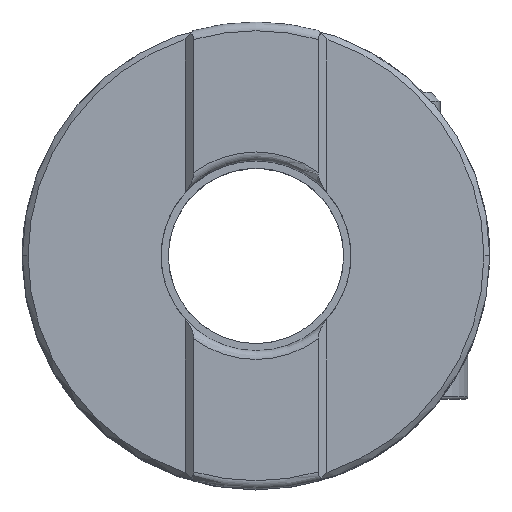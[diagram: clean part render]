
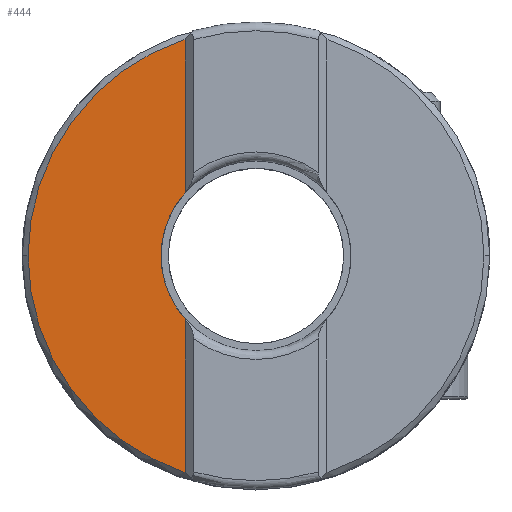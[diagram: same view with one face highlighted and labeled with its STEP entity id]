
A CAD part, top view. The second image highlights one B-rep face of the part: STEP entity #444.
In plain terms, the highlighted planar face has unit normal (0, 0, 1).
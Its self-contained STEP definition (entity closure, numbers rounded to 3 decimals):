
#62 = EDGE_LOOP ( 'NONE', ( #1217, #1945, #1035, #2876, #2798, #3092 ) ) ;
#166 = CIRCLE ( 'NONE', #855, 3.25 ) ;
#218 = EDGE_CURVE ( 'NONE', #2601, #2617, #2382, .T. ) ;
#264 = LINE ( 'NONE', #513, #3210 ) ;
#303 = EDGE_CURVE ( 'NONE', #1620, #2601, #166, .T. ) ;
#337 = DIRECTION ( 'NONE',  ( 0., 0., -1. ) ) ;
#359 = LINE ( 'NONE', #2378, #1439 ) ;
#444 = ADVANCED_FACE ( 'NONE', ( #1893 ), #918, .T. ) ;
#501 = EDGE_CURVE ( 'NONE', #1597, #2341, #1649, .T. ) ;
#513 = CARTESIAN_POINT ( 'NONE',  ( -2.43, 7.622, 7.7 ) ) ;
#530 = CARTESIAN_POINT ( 'NONE',  ( -2.43, 2.158, 7.7 ) ) ;
#546 = DIRECTION ( 'NONE',  ( 0., 0., 1. ) ) ;
#549 = EDGE_CURVE ( 'NONE', #1620, #1498, #359, .T. ) ;
#638 = DIRECTION ( 'NONE',  ( 1., 0., 0. ) ) ;
#791 = DIRECTION ( 'NONE',  ( 1., 0., 0. ) ) ;
#826 = CARTESIAN_POINT ( 'NONE',  ( 0., 0., 7.7 ) ) ;
#855 = AXIS2_PLACEMENT_3D ( 'NONE', #3266, #2019, #2552 ) ;
#861 = DIRECTION ( 'NONE',  ( 0., 0., -1. ) ) ;
#918 = PLANE ( 'NONE',  #3009 ) ;
#958 = CARTESIAN_POINT ( 'NONE',  ( -3.25, 0., 7.7 ) ) ;
#1035 = ORIENTED_EDGE ( 'NONE', *, *, #2262, .F. ) ;
#1042 = CARTESIAN_POINT ( 'NONE',  ( -7.8, 0., 7.7 ) ) ;
#1167 = AXIS2_PLACEMENT_3D ( 'NONE', #2805, #546, #791 ) ;
#1217 = ORIENTED_EDGE ( 'NONE', *, *, #303, .F. ) ;
#1303 = DIRECTION ( 'NONE',  ( 0., 1., 0. ) ) ;
#1439 = VECTOR ( 'NONE', #1303, 1000. ) ;
#1498 = VERTEX_POINT ( 'NONE', #3087 ) ;
#1597 = VERTEX_POINT ( 'NONE', #2566 ) ;
#1620 = VERTEX_POINT ( 'NONE', #530 ) ;
#1649 = CIRCLE ( 'NONE', #1910, 7.8 ) ;
#1829 = DIRECTION ( 'NONE',  ( 1., 0., 0. ) ) ;
#1893 = FACE_OUTER_BOUND ( 'NONE', #62, .T. ) ;
#1900 = CARTESIAN_POINT ( 'NONE',  ( -2.43, -2.158, 7.7 ) ) ;
#1910 = AXIS2_PLACEMENT_3D ( 'NONE', #826, #861, #1829 ) ;
#1945 = ORIENTED_EDGE ( 'NONE', *, *, #549, .T. ) ;
#2019 = DIRECTION ( 'NONE',  ( 0., 0., 1. ) ) ;
#2262 = EDGE_CURVE ( 'NONE', #2341, #1498, #2650, .T. ) ;
#2300 = DIRECTION ( 'NONE',  ( 0., 1., 0. ) ) ;
#2340 = DIRECTION ( 'NONE',  ( 1., 0., 0. ) ) ;
#2341 = VERTEX_POINT ( 'NONE', #1042 ) ;
#2354 = CARTESIAN_POINT ( 'NONE',  ( 0., 0., 7.7 ) ) ;
#2378 = CARTESIAN_POINT ( 'NONE',  ( -2.43, 7.622, 7.7 ) ) ;
#2382 = CIRCLE ( 'NONE', #1167, 3.25 ) ;
#2387 = AXIS2_PLACEMENT_3D ( 'NONE', #2354, #337, #2340 ) ;
#2389 = EDGE_CURVE ( 'NONE', #1597, #2617, #264, .T. ) ;
#2552 = DIRECTION ( 'NONE',  ( 1., 0., 0. ) ) ;
#2566 = CARTESIAN_POINT ( 'NONE',  ( -2.43, -7.412, 7.7 ) ) ;
#2601 = VERTEX_POINT ( 'NONE', #958 ) ;
#2617 = VERTEX_POINT ( 'NONE', #1900 ) ;
#2650 = CIRCLE ( 'NONE', #2387, 7.8 ) ;
#2657 = CARTESIAN_POINT ( 'NONE',  ( 0., 0., 7.7 ) ) ;
#2798 = ORIENTED_EDGE ( 'NONE', *, *, #2389, .T. ) ;
#2805 = CARTESIAN_POINT ( 'NONE',  ( 0., 0., 7.7 ) ) ;
#2876 = ORIENTED_EDGE ( 'NONE', *, *, #501, .F. ) ;
#3009 = AXIS2_PLACEMENT_3D ( 'NONE', #2657, #3085, #638 ) ;
#3085 = DIRECTION ( 'NONE',  ( 0., 0., 1. ) ) ;
#3087 = CARTESIAN_POINT ( 'NONE',  ( -2.43, 7.412, 7.7 ) ) ;
#3092 = ORIENTED_EDGE ( 'NONE', *, *, #218, .F. ) ;
#3210 = VECTOR ( 'NONE', #2300, 1000. ) ;
#3266 = CARTESIAN_POINT ( 'NONE',  ( 0., 0., 7.7 ) ) ;
